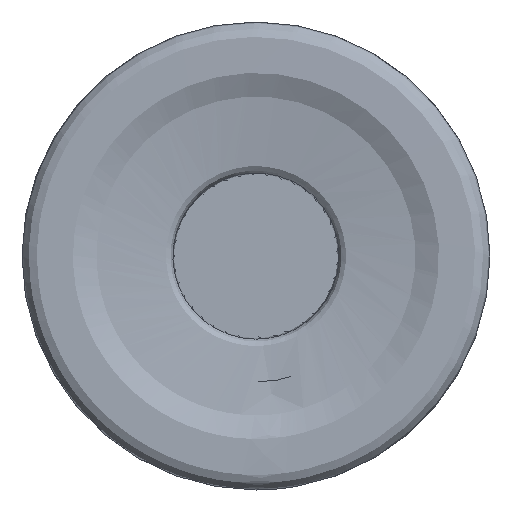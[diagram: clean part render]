
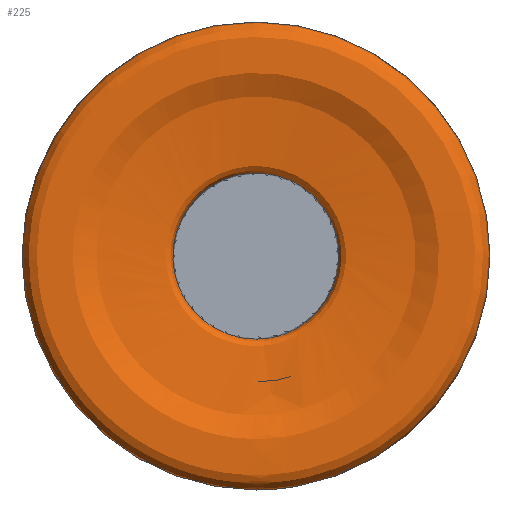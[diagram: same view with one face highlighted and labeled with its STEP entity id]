
A CAD part, left-side view. The second image highlights one B-rep face of the part: STEP entity #225.
In plain terms, the highlighted face is a revolution surface.
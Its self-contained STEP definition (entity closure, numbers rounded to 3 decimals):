
#24=SURFACE_OF_REVOLUTION('',#32,#28);
#28=AXIS1_PLACEMENT('',#665,#549);
#32=B_SPLINE_CURVE_WITH_KNOTS('',3,(#644,#645,#646,#647,#648,#649,#650,
#651,#652,#653,#654,#655,#656,#657,#658,#659,#660,#661,#662,#663,#664),
 .UNSPECIFIED.,.F.,.F.,(4,1,1,1,1,1,1,1,1,1,1,1,1,1,1,1,1,1,4),(0.,0.063,
0.094,0.125,0.188,0.25,0.313,0.375,0.438,0.5,0.563,0.625,0.688,0.75,
0.813,0.875,0.906,0.938,1.),.UNSPECIFIED.);
#225=ADVANCED_FACE('',(#268,#269),#24,.T.);
#268=FACE_BOUND('',#312,.T.);
#269=FACE_BOUND('',#313,.T.);
#312=EDGE_LOOP('',(#356));
#313=EDGE_LOOP('',(#357));
#356=ORIENTED_EDGE('',*,*,#404,.F.);
#357=ORIENTED_EDGE('',*,*,#405,.T.);
#382=VERTEX_POINT('',#641);
#383=VERTEX_POINT('',#643);
#404=EDGE_CURVE('',#382,#382,#426,.T.);
#405=EDGE_CURVE('',#383,#383,#427,.T.);
#426=CIRCLE('',#467,10.);
#427=CIRCLE('',#468,3.551);
#467=AXIS2_PLACEMENT_3D('',#640,#545,#546);
#468=AXIS2_PLACEMENT_3D('',#642,#547,#548);
#545=DIRECTION('',(1.,0.,0.));
#546=DIRECTION('',(0.,0.,-1.));
#547=DIRECTION('',(1.,0.,0.));
#548=DIRECTION('',(0.,0.,-1.));
#549=DIRECTION('',(1.,0.,0.));
#640=CARTESIAN_POINT('',(0.789,0.,0.));
#641=CARTESIAN_POINT('',(0.789,0.,-10.));
#642=CARTESIAN_POINT('',(1.123,0.,0.));
#643=CARTESIAN_POINT('',(1.123,0.,-3.551));
#644=CARTESIAN_POINT('',(1.123,-3.424,0.943));
#645=CARTESIAN_POINT('',(0.968,-3.432,0.969));
#646=CARTESIAN_POINT('',(0.753,-3.625,0.977));
#647=CARTESIAN_POINT('',(0.753,-3.935,0.927));
#648=CARTESIAN_POINT('',(0.751,-4.23,0.881));
#649=CARTESIAN_POINT('',(0.748,-4.583,0.825));
#650=CARTESIAN_POINT('',(0.737,-4.999,0.762));
#651=CARTESIAN_POINT('',(0.709,-5.422,0.699));
#652=CARTESIAN_POINT('',(0.656,-5.861,0.639));
#653=CARTESIAN_POINT('',(0.57,-6.321,0.581));
#654=CARTESIAN_POINT('',(0.446,-6.782,0.53));
#655=CARTESIAN_POINT('',(0.274,-7.223,0.49));
#656=CARTESIAN_POINT('',(0.017,-7.632,0.471));
#657=CARTESIAN_POINT('',(-0.007,-8.109,0.4));
#658=CARTESIAN_POINT('',(-0.001,-8.577,0.325));
#659=CARTESIAN_POINT('',(-0.005,-9.044,0.251));
#660=CARTESIAN_POINT('',(0.014,-9.442,0.185));
#661=CARTESIAN_POINT('',(0.172,-9.707,0.115));
#662=CARTESIAN_POINT('',(0.403,-9.919,0.041));
#663=CARTESIAN_POINT('',(0.633,-9.999,-0.013));
#664=CARTESIAN_POINT('',(0.789,-10.,-0.04));
#665=CARTESIAN_POINT('',(0.,0.,0.));
